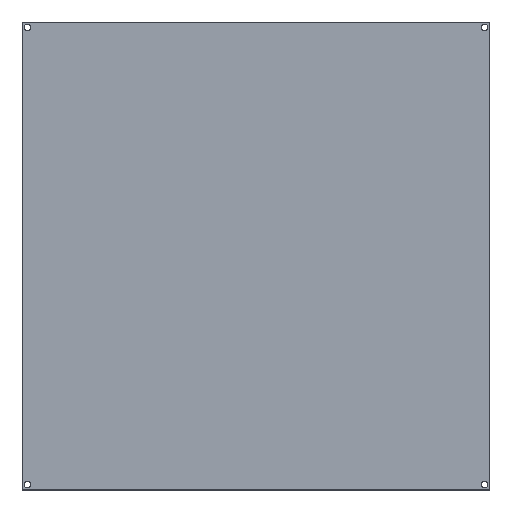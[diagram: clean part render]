
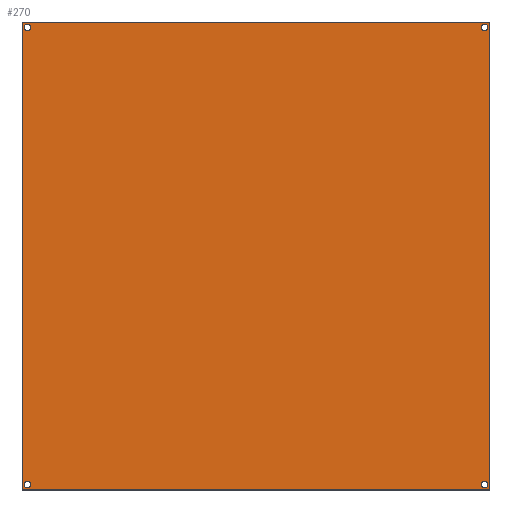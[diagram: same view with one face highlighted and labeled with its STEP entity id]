
A CAD part, top view. The second image highlights one B-rep face of the part: STEP entity #270.
In plain terms, the highlighted planar face has unit normal (0, 0, 1).
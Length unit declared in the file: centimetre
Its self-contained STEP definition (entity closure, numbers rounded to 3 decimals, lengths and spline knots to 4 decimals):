
#104=VECTOR('',#315,1.);
#108=VECTOR('',#320,1.);
#111=VECTOR('',#324,1.);
#114=VECTOR('',#328,1.);
#116=LINE('',#353,#104);
#120=LINE('',#362,#108);
#123=LINE('',#368,#111);
#126=LINE('',#374,#114);
#132=PLANE('',#288);
#135=VERTEX_POINT('',#336);
#137=VERTEX_POINT('',#341);
#139=VERTEX_POINT('',#346);
#141=VERTEX_POINT('',#351);
#142=VERTEX_POINT('',#354);
#143=VERTEX_POINT('',#355);
#146=VERTEX_POINT('',#363);
#148=VERTEX_POINT('',#369);
#151=CIRCLE('',#274,0.15);
#153=CIRCLE('',#277,0.15);
#155=CIRCLE('',#280,0.15);
#157=CIRCLE('',#283,0.15);
#159=EDGE_CURVE('',#135,#135,#151,.T.);
#161=EDGE_CURVE('',#137,#137,#153,.T.);
#163=EDGE_CURVE('',#139,#139,#155,.T.);
#165=EDGE_CURVE('',#141,#141,#157,.T.);
#166=EDGE_CURVE('',#142,#143,#116,.T.);
#170=EDGE_CURVE('',#143,#146,#120,.T.);
#173=EDGE_CURVE('',#146,#148,#123,.T.);
#176=EDGE_CURVE('',#148,#142,#126,.T.);
#202=ORIENTED_EDGE('',*,*,#159,.T.);
#203=ORIENTED_EDGE('',*,*,#161,.T.);
#204=ORIENTED_EDGE('',*,*,#163,.T.);
#205=ORIENTED_EDGE('',*,*,#165,.T.);
#206=ORIENTED_EDGE('',*,*,#166,.F.);
#207=ORIENTED_EDGE('',*,*,#176,.F.);
#208=ORIENTED_EDGE('',*,*,#173,.F.);
#209=ORIENTED_EDGE('',*,*,#170,.F.);
#230=EDGE_LOOP('',(#202));
#231=EDGE_LOOP('',(#203));
#232=EDGE_LOOP('',(#204));
#233=EDGE_LOOP('',(#205));
#234=EDGE_LOOP('',(#206,#207,#208,#209));
#252=FACE_BOUND('',#230,.T.);
#253=FACE_BOUND('',#231,.T.);
#254=FACE_BOUND('',#232,.T.);
#255=FACE_BOUND('',#233,.T.);
#256=FACE_BOUND('',#234,.T.);
#270=ADVANCED_FACE('',(#252,#253,#254,#255,#256),#132,.T.);
#274=AXIS2_PLACEMENT_3D('',#335,#294,#295);
#277=AXIS2_PLACEMENT_3D('',#340,#300,#301);
#280=AXIS2_PLACEMENT_3D('',#345,#306,#307);
#283=AXIS2_PLACEMENT_3D('',#350,#312,#313);
#288=AXIS2_PLACEMENT_3D('',#376,#330,$);
#294=DIRECTION('',(0.,0.,-1.));
#295=DIRECTION('',(0.,-0.15,0.));
#300=DIRECTION('',(0.,0.,-1.));
#301=DIRECTION('',(-0.15,0.,0.));
#306=DIRECTION('',(0.,0.,-1.));
#307=DIRECTION('',(0.,0.15,0.));
#312=DIRECTION('',(0.,0.,-1.));
#313=DIRECTION('',(0.15,0.,0.));
#315=DIRECTION('',(1.,0.,0.));
#320=DIRECTION('',(0.,-1.,0.));
#324=DIRECTION('',(-1.,0.,0.));
#328=DIRECTION('',(0.,1.,0.));
#330=DIRECTION('',(0.,0.,1.));
#335=CARTESIAN_POINT('',(10.45,10.45,0.168));
#336=CARTESIAN_POINT('',(10.45,10.6,0.168));
#340=CARTESIAN_POINT('',(10.45,-10.45,0.168));
#341=CARTESIAN_POINT('',(10.6,-10.45,0.168));
#345=CARTESIAN_POINT('',(-10.45,-10.45,0.168));
#346=CARTESIAN_POINT('',(-10.45,-10.6,0.168));
#350=CARTESIAN_POINT('',(-10.45,10.45,0.168));
#351=CARTESIAN_POINT('',(-10.6,10.45,0.168));
#353=CARTESIAN_POINT('',(10.7,10.7,0.168));
#354=CARTESIAN_POINT('',(-10.7,10.7,0.168));
#355=CARTESIAN_POINT('',(10.7,10.7,0.168));
#362=CARTESIAN_POINT('',(10.7,-10.7,0.168));
#363=CARTESIAN_POINT('',(10.7,-10.7,0.168));
#368=CARTESIAN_POINT('',(-10.7,-10.7,0.168));
#369=CARTESIAN_POINT('',(-10.7,-10.7,0.168));
#374=CARTESIAN_POINT('',(-10.7,10.7,0.168));
#376=CARTESIAN_POINT('',(0.,0.,0.168));
